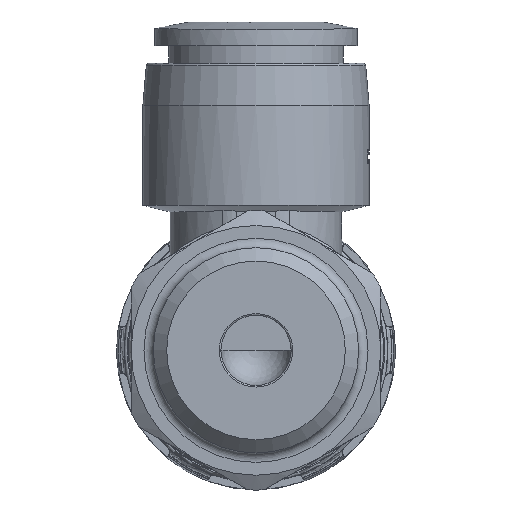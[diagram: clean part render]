
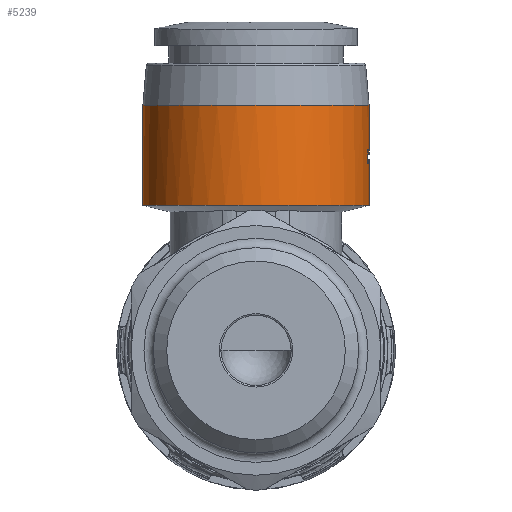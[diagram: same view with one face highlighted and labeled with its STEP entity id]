
A CAD part, front view. The second image highlights one B-rep face of the part: STEP entity #5239.
In plain terms, the highlighted cylindrical face has radius 7.25 mm (diameter 14.5 mm), a full revolution.
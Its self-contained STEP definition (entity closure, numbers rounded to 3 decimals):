
#44=ELLIPSE('',#5491,8.647,7.25);
#45=ELLIPSE('',#5493,8.647,7.25);
#58=B_SPLINE_CURVE_WITH_KNOTS('',3,(#7083,#7084,#7085,#7086),
 .UNSPECIFIED.,.F.,.F.,(4,4),(0.,0.),.UNSPECIFIED.);
#59=B_SPLINE_CURVE_WITH_KNOTS('',3,(#7090,#7091,#7092,#7093),
 .UNSPECIFIED.,.F.,.F.,(4,4),(0.,0.),
 .UNSPECIFIED.);
#60=B_SPLINE_CURVE_WITH_KNOTS('',3,(#7094,#7095,#7096,#7097),
 .UNSPECIFIED.,.F.,.F.,(4,4),(0.,0.),.UNSPECIFIED.);
#61=B_SPLINE_CURVE_WITH_KNOTS('',3,(#7101,#7102,#7103,#7104),
 .UNSPECIFIED.,.F.,.F.,(4,4),(0.,0.),.UNSPECIFIED.);
#228=CYLINDRICAL_SURFACE('',#5487,7.25);
#304=CIRCLE('',#5478,7.25);
#306=CIRCLE('',#5481,7.25);
#310=CIRCLE('',#5488,7.25);
#311=CIRCLE('',#5489,7.25);
#312=CIRCLE('',#5490,7.25);
#313=CIRCLE('',#5492,7.25);
#314=CIRCLE('',#5494,7.25);
#315=CIRCLE('',#5495,7.25);
#316=CIRCLE('',#5496,7.25);
#532=ORIENTED_EDGE('',*,*,#1686,.F.);
#533=ORIENTED_EDGE('',*,*,#1674,.F.);
#534=ORIENTED_EDGE('',*,*,#1687,.F.);
#535=ORIENTED_EDGE('',*,*,#1688,.F.);
#536=ORIENTED_EDGE('',*,*,#1689,.F.);
#537=ORIENTED_EDGE('',*,*,#1678,.F.);
#538=ORIENTED_EDGE('',*,*,#1690,.F.);
#539=ORIENTED_EDGE('',*,*,#1691,.F.);
#540=ORIENTED_EDGE('',*,*,#1692,.F.);
#541=ORIENTED_EDGE('',*,*,#1693,.T.);
#542=ORIENTED_EDGE('',*,*,#1694,.T.);
#543=ORIENTED_EDGE('',*,*,#1695,.T.);
#544=ORIENTED_EDGE('',*,*,#1696,.T.);
#545=ORIENTED_EDGE('',*,*,#1697,.T.);
#546=ORIENTED_EDGE('',*,*,#1698,.T.);
#547=ORIENTED_EDGE('',*,*,#1699,.T.);
#548=ORIENTED_EDGE('',*,*,#1700,.T.);
#549=ORIENTED_EDGE('',*,*,#1701,.T.);
#550=ORIENTED_EDGE('',*,*,#1702,.T.);
#551=ORIENTED_EDGE('',*,*,#1703,.T.);
#552=ORIENTED_EDGE('',*,*,#1704,.T.);
#1674=EDGE_CURVE('',#2251,#2249,#304,.T.);
#1678=EDGE_CURVE('',#2255,#2253,#306,.T.);
#1686=EDGE_CURVE('',#2262,#2262,#310,.T.);
#1687=EDGE_CURVE('',#2263,#2251,#58,.T.);
#1688=EDGE_CURVE('',#2264,#2263,#2629,.F.);
#1689=EDGE_CURVE('',#2253,#2264,#59,.T.);
#1690=EDGE_CURVE('',#2265,#2255,#60,.T.);
#1691=EDGE_CURVE('',#2266,#2265,#2630,.T.);
#1692=EDGE_CURVE('',#2249,#2266,#61,.T.);
#1693=EDGE_CURVE('',#2267,#2268,#311,.T.);
#1694=EDGE_CURVE('',#2268,#2269,#2631,.T.);
#1695=EDGE_CURVE('',#2269,#2270,#312,.T.);
#1696=EDGE_CURVE('',#2270,#2271,#44,.T.);
#1697=EDGE_CURVE('',#2271,#2272,#313,.T.);
#1698=EDGE_CURVE('',#2272,#2273,#45,.T.);
#1699=EDGE_CURVE('',#2273,#2274,#2632,.T.);
#1700=EDGE_CURVE('',#2274,#2275,#314,.T.);
#1701=EDGE_CURVE('',#2275,#2276,#2633,.T.);
#1702=EDGE_CURVE('',#2276,#2277,#315,.T.);
#1703=EDGE_CURVE('',#2277,#2267,#2634,.F.);
#1704=EDGE_CURVE('',#2278,#2278,#316,.T.);
#2249=VERTEX_POINT('',#7038);
#2251=VERTEX_POINT('',#7042);
#2253=VERTEX_POINT('',#7047);
#2255=VERTEX_POINT('',#7051);
#2262=VERTEX_POINT('',#7082);
#2263=VERTEX_POINT('',#7087);
#2264=VERTEX_POINT('',#7089);
#2265=VERTEX_POINT('',#7098);
#2266=VERTEX_POINT('',#7100);
#2267=VERTEX_POINT('',#7106);
#2268=VERTEX_POINT('',#7107);
#2269=VERTEX_POINT('',#7109);
#2270=VERTEX_POINT('',#7111);
#2271=VERTEX_POINT('',#7113);
#2272=VERTEX_POINT('',#7115);
#2273=VERTEX_POINT('',#7117);
#2274=VERTEX_POINT('',#7119);
#2275=VERTEX_POINT('',#7121);
#2276=VERTEX_POINT('',#7123);
#2277=VERTEX_POINT('',#7125);
#2278=VERTEX_POINT('',#7128);
#2629=LINE('',#7088,#2847);
#2630=LINE('',#7099,#2848);
#2631=LINE('',#7108,#2849);
#2632=LINE('',#7118,#2850);
#2633=LINE('',#7122,#2851);
#2634=LINE('',#7126,#2852);
#2847=VECTOR('',#5971,1000.);
#2848=VECTOR('',#5972,1000.);
#2849=VECTOR('',#5975,1000.);
#2850=VECTOR('',#5984,1000.);
#2851=VECTOR('',#5987,1000.);
#2852=VECTOR('',#5990,1000.);
#3065=EDGE_LOOP('',(#532));
#3066=EDGE_LOOP('',(#533,#534,#535,#536,#537,#538,#539,#540));
#3067=EDGE_LOOP('',(#541,#542,#543,#544,#545,#546,#547,#548,#549,#550,#551));
#3068=EDGE_LOOP('',(#552));
#3319=FACE_BOUND('',#3065,.T.);
#3320=FACE_BOUND('',#3066,.T.);
#3321=FACE_BOUND('',#3067,.T.);
#3322=FACE_BOUND('',#3068,.T.);
#5239=ADVANCED_FACE('',(#3319,#3320,#3321,#3322),#228,.T.);
#5478=AXIS2_PLACEMENT_3D('',#7043,#5947,#5948);
#5481=AXIS2_PLACEMENT_3D('',#7052,#5955,#5956);
#5487=AXIS2_PLACEMENT_3D('',#7080,#5967,#5968);
#5488=AXIS2_PLACEMENT_3D('',#7081,#5969,#5970);
#5489=AXIS2_PLACEMENT_3D('',#7105,#5973,#5974);
#5490=AXIS2_PLACEMENT_3D('',#7110,#5976,#5977);
#5491=AXIS2_PLACEMENT_3D('',#7112,#5978,#5979);
#5492=AXIS2_PLACEMENT_3D('',#7114,#5980,#5981);
#5493=AXIS2_PLACEMENT_3D('',#7116,#5982,#5983);
#5494=AXIS2_PLACEMENT_3D('',#7120,#5985,#5986);
#5495=AXIS2_PLACEMENT_3D('',#7124,#5988,#5989);
#5496=AXIS2_PLACEMENT_3D('',#7127,#5991,#5992);
#5947=DIRECTION('',(0.,0.,-1.));
#5948=DIRECTION('',(-1.,0.,0.));
#5955=DIRECTION('',(0.,0.,1.));
#5956=DIRECTION('',(1.,0.,0.));
#5967=DIRECTION('',(0.,0.,-1.));
#5968=DIRECTION('',(-1.,0.,0.));
#5969=DIRECTION('',(0.,0.,-1.));
#5970=DIRECTION('',(-1.,0.,0.));
#5971=DIRECTION('',(0.,0.,-1.));
#5972=DIRECTION('',(0.,0.,-1.));
#5973=DIRECTION('',(0.,0.,1.));
#5974=DIRECTION('',(1.,0.,0.));
#5975=DIRECTION('',(0.,0.,-1.));
#5976=DIRECTION('',(0.,0.,1.));
#5977=DIRECTION('',(1.,0.,0.));
#5978=DIRECTION('',(0.,-0.545,-0.838));
#5979=DIRECTION('',(0.,0.838,-0.545));
#5980=DIRECTION('',(0.,0.,1.));
#5981=DIRECTION('',(1.,0.,0.));
#5982=DIRECTION('',(0.,0.545,0.838));
#5983=DIRECTION('',(0.,0.838,-0.545));
#5984=DIRECTION('',(0.,0.,-1.));
#5985=DIRECTION('',(0.,0.,-1.));
#5986=DIRECTION('',(-1.,0.,0.));
#5987=DIRECTION('',(0.,0.,-1.));
#5988=DIRECTION('',(0.,0.,-1.));
#5989=DIRECTION('',(-1.,0.,0.));
#5990=DIRECTION('',(0.,0.,-1.));
#5991=DIRECTION('',(0.,0.,-1.));
#5992=DIRECTION('',(-1.,0.,0.));
#7038=CARTESIAN_POINT('',(0.125,32.349,14.057));
#7042=CARTESIAN_POINT('',(-0.125,32.349,14.057));
#7043=CARTESIAN_POINT('',(0.,25.1,14.057));
#7047=CARTESIAN_POINT('',(-0.3,32.344,10.957));
#7051=CARTESIAN_POINT('',(0.3,32.344,10.957));
#7052=CARTESIAN_POINT('',(0.,25.1,10.957));
#7080=CARTESIAN_POINT('',(0.,25.1,0.));
#7081=CARTESIAN_POINT('',(0.,25.1,9.3));
#7082=CARTESIAN_POINT('',(-7.25,25.1,9.3));
#7083=CARTESIAN_POINT('',(-0.4,32.339,13.782));
#7084=CARTESIAN_POINT('',(-0.4,32.339,13.927));
#7085=CARTESIAN_POINT('',(-0.27,32.346,14.057));
#7086=CARTESIAN_POINT('',(-0.125,32.349,14.057));
#7087=CARTESIAN_POINT('',(-0.4,32.339,13.782));
#7088=CARTESIAN_POINT('',(-0.4,32.339,0.));
#7089=CARTESIAN_POINT('',(-0.4,32.339,11.057));
#7090=CARTESIAN_POINT('',(-0.3,32.344,10.957));
#7091=CARTESIAN_POINT('',(-0.353,32.342,10.957));
#7092=CARTESIAN_POINT('',(-0.4,32.339,11.004));
#7093=CARTESIAN_POINT('',(-0.4,32.339,11.057));
#7094=CARTESIAN_POINT('',(0.4,32.339,11.057));
#7095=CARTESIAN_POINT('',(0.4,32.339,11.004));
#7096=CARTESIAN_POINT('',(0.353,32.342,10.957));
#7097=CARTESIAN_POINT('',(0.3,32.344,10.957));
#7098=CARTESIAN_POINT('',(0.4,32.339,11.057));
#7099=CARTESIAN_POINT('',(0.4,32.339,0.));
#7100=CARTESIAN_POINT('',(0.4,32.339,13.782));
#7101=CARTESIAN_POINT('',(0.125,32.349,14.057));
#7102=CARTESIAN_POINT('',(0.27,32.346,14.057));
#7103=CARTESIAN_POINT('',(0.4,32.339,13.927));
#7104=CARTESIAN_POINT('',(0.4,32.339,13.782));
#7105=CARTESIAN_POINT('',(0.,25.1,12.849));
#7106=CARTESIAN_POINT('',(7.158,23.95,12.849));
#7107=CARTESIAN_POINT('',(7.201,24.257,12.849));
#7108=CARTESIAN_POINT('',(7.201,24.257,0.));
#7109=CARTESIAN_POINT('',(7.201,24.257,12.564));
#7110=CARTESIAN_POINT('',(0.,25.1,12.564));
#7111=CARTESIAN_POINT('',(7.225,25.706,12.564));
#7112=CARTESIAN_POINT('',(0.,25.1,12.958));
#7113=CARTESIAN_POINT('',(7.248,25.267,12.849));
#7114=CARTESIAN_POINT('',(0.,25.1,12.849));
#7115=CARTESIAN_POINT('',(7.225,25.706,12.849));
#7116=CARTESIAN_POINT('',(0.,25.1,13.243));
#7117=CARTESIAN_POINT('',(7.174,26.145,12.564));
#7118=CARTESIAN_POINT('',(7.174,26.145,0.));
#7119=CARTESIAN_POINT('',(7.174,26.145,12.256));
#7120=CARTESIAN_POINT('',(0.,25.1,12.256));
#7121=CARTESIAN_POINT('',(7.201,24.257,12.256));
#7122=CARTESIAN_POINT('',(7.201,24.257,0.));
#7123=CARTESIAN_POINT('',(7.201,24.257,11.971));
#7124=CARTESIAN_POINT('',(0.,25.1,11.971));
#7125=CARTESIAN_POINT('',(7.158,23.95,11.971));
#7126=CARTESIAN_POINT('',(7.158,23.95,0.));
#7127=CARTESIAN_POINT('',(0.,25.1,15.714));
#7128=CARTESIAN_POINT('',(-7.25,25.1,15.714));
